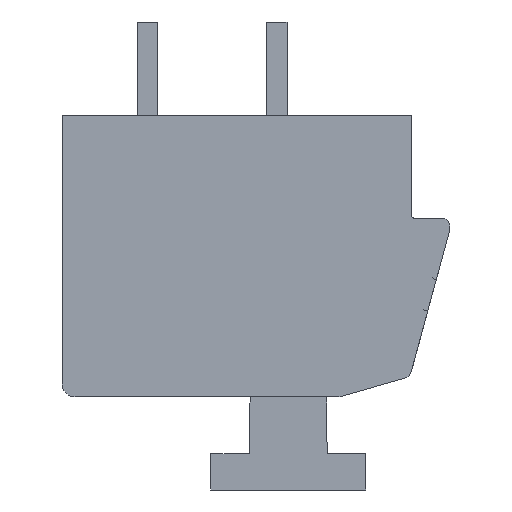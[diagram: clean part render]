
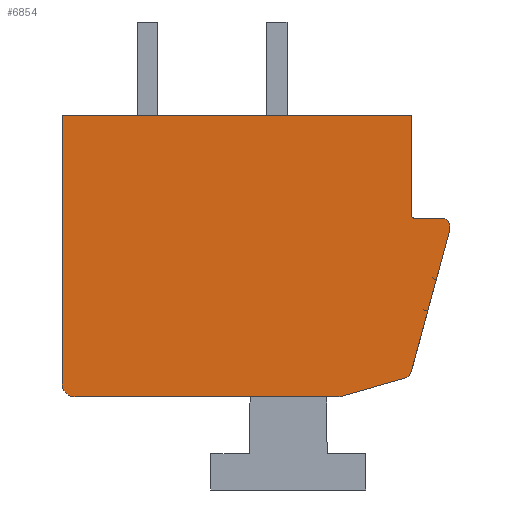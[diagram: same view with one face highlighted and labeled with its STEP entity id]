
A CAD part, front view. The second image highlights one B-rep face of the part: STEP entity #6854.
In plain terms, the highlighted planar face has unit normal (0, -1, 0).
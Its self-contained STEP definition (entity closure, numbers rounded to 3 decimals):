
#1=CARTESIAN_POINT('',(7.2,-53.75,1.15));
#2=DIRECTION('',(0.,-1.,0.));
#3=DIRECTION('',(1.,0.,0.));
#4=AXIS2_PLACEMENT_3D('',#1,#2,#3);
#6=DIRECTION('',(0.,0.,-1.));
#7=VECTOR('',#6,0.119);
#8=CARTESIAN_POINT('',(7.5,-53.75,1.15));
#9=LINE('',#8,#7);
#10=DIRECTION('',(0.262,0.,0.965));
#11=VECTOR('',#10,5.739);
#12=CARTESIAN_POINT('',(5.994,-53.75,-4.507));
#13=LINE('',#12,#11);
#14=CARTESIAN_POINT('',(5.705,-53.75,-4.428));
#15=DIRECTION('',(0.,-1.,0.));
#16=DIRECTION('',(0.274,0.,-0.962));
#17=AXIS2_PLACEMENT_3D('',#14,#15,#16);
#19=DIRECTION('',(0.962,0.,0.274));
#20=VECTOR('',#19,2.679);
#21=CARTESIAN_POINT('',(3.21,-53.75,-5.45));
#22=LINE('',#21,#20);
#23=DIRECTION('',(-1.,0.,0.));
#24=VECTOR('',#23,10.21);
#25=CARTESIAN_POINT('',(3.21,-53.75,-5.45));
#26=LINE('',#25,#24);
#27=CARTESIAN_POINT('',(-7.,-53.75,-4.95));
#28=DIRECTION('',(0.,-1.,0.));
#29=DIRECTION('',(-1.,0.,0.));
#30=AXIS2_PLACEMENT_3D('',#27,#28,#29);
#32=DIRECTION('',(0.,0.,1.));
#33=VECTOR('',#32,10.4);
#34=CARTESIAN_POINT('',(-7.5,-53.75,-4.95));
#35=LINE('',#34,#33);
#36=DIRECTION('',(1.,0.,0.));
#37=VECTOR('',#36,13.5);
#38=CARTESIAN_POINT('',(-7.5,-53.75,5.45));
#39=LINE('',#38,#37);
#40=DIRECTION('',(0.,0.,-1.));
#41=VECTOR('',#40,3.85);
#42=CARTESIAN_POINT('',(6.,-53.75,5.45));
#43=LINE('',#42,#41);
#44=DIRECTION('',(1.,0.,0.));
#45=VECTOR('',#44,1.05);
#46=CARTESIAN_POINT('',(6.15,-53.75,1.45));
#47=LINE('',#46,#45);
#60=CARTESIAN_POINT('',(6.15,-53.75,1.6));
#61=DIRECTION('',(0.,1.,0.));
#62=DIRECTION('',(0.,0.,-1.));
#63=AXIS2_PLACEMENT_3D('',#60,#61,#62);
#5477=CARTESIAN_POINT('',(-7.5,-53.75,5.45));
#5478=CARTESIAN_POINT('',(6.,-53.75,5.45));
#5479=VERTEX_POINT('',#5477);
#5480=VERTEX_POINT('',#5478);
#5481=CARTESIAN_POINT('',(6.,-53.75,1.6));
#5482=VERTEX_POINT('',#5481);
#5483=CARTESIAN_POINT('',(6.15,-53.75,1.45));
#5484=VERTEX_POINT('',#5483);
#5485=CARTESIAN_POINT('',(7.5,-53.75,1.15));
#5486=CARTESIAN_POINT('',(7.2,-53.75,1.45));
#5487=VERTEX_POINT('',#5485);
#5488=VERTEX_POINT('',#5486);
#5489=CARTESIAN_POINT('',(5.787,-53.75,-4.716));
#5490=CARTESIAN_POINT('',(5.994,-53.75,-4.507));
#5491=VERTEX_POINT('',#5489);
#5492=VERTEX_POINT('',#5490);
#5493=CARTESIAN_POINT('',(-7.5,-53.75,-4.95));
#5494=CARTESIAN_POINT('',(-7.,-53.75,-5.45));
#5495=VERTEX_POINT('',#5493);
#5496=VERTEX_POINT('',#5494);
#5497=CARTESIAN_POINT('',(3.21,-53.75,-5.45));
#5498=VERTEX_POINT('',#5497);
#5499=CARTESIAN_POINT('',(7.5,-53.75,1.031));
#5500=VERTEX_POINT('',#5499);
#6823=CARTESIAN_POINT('',(0.,-53.75,0.));
#6824=DIRECTION('',(0.,1.,0.));
#6825=DIRECTION('',(1.,0.,0.));
#6826=AXIS2_PLACEMENT_3D('',#6823,#6824,#6825);
#6827=PLANE('',#6826);
#6829=ORIENTED_EDGE('',*,*,#6828,.F.);
#6831=ORIENTED_EDGE('',*,*,#6830,.T.);
#6833=ORIENTED_EDGE('',*,*,#6832,.F.);
#6835=ORIENTED_EDGE('',*,*,#6834,.F.);
#6837=ORIENTED_EDGE('',*,*,#6836,.F.);
#6839=ORIENTED_EDGE('',*,*,#6838,.T.);
#6841=ORIENTED_EDGE('',*,*,#6840,.F.);
#6843=ORIENTED_EDGE('',*,*,#6842,.T.);
#6845=ORIENTED_EDGE('',*,*,#6844,.T.);
#6847=ORIENTED_EDGE('',*,*,#6846,.T.);
#6849=ORIENTED_EDGE('',*,*,#6848,.F.);
#6851=ORIENTED_EDGE('',*,*,#6850,.T.);
#6852=EDGE_LOOP('',(#6829,#6831,#6833,#6835,#6837,#6839,#6841,#6843,#6845,#6847,
#6849,#6851));
#6853=FACE_OUTER_BOUND('',#6852,.F.);
#6854=ADVANCED_FACE('',(#6853),#6827,.F.);
#5=CIRCLE('',#4,0.3);
#18=CIRCLE('',#17,0.3);
#31=CIRCLE('',#30,0.5);
#64=CIRCLE('',#63,0.15);
#6828=EDGE_CURVE('',#5487,#5488,#5,.T.);
#6830=EDGE_CURVE('',#5487,#5500,#9,.T.);
#6832=EDGE_CURVE('',#5492,#5500,#13,.T.);
#6834=EDGE_CURVE('',#5491,#5492,#18,.T.);
#6836=EDGE_CURVE('',#5498,#5491,#22,.T.);
#6838=EDGE_CURVE('',#5498,#5496,#26,.T.);
#6840=EDGE_CURVE('',#5495,#5496,#31,.T.);
#6842=EDGE_CURVE('',#5495,#5479,#35,.T.);
#6844=EDGE_CURVE('',#5479,#5480,#39,.T.);
#6846=EDGE_CURVE('',#5480,#5482,#43,.T.);
#6848=EDGE_CURVE('',#5484,#5482,#64,.T.);
#6850=EDGE_CURVE('',#5484,#5488,#47,.T.);
